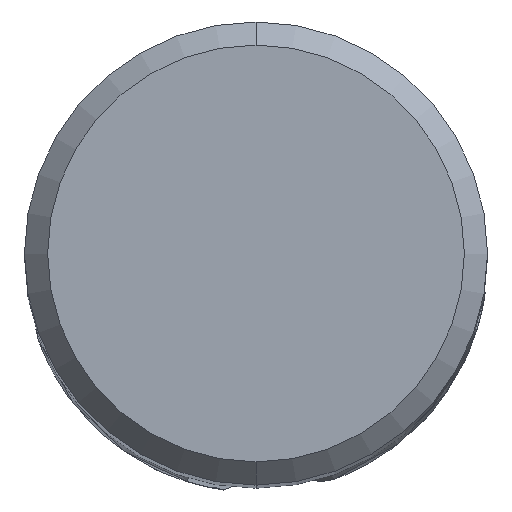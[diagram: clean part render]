
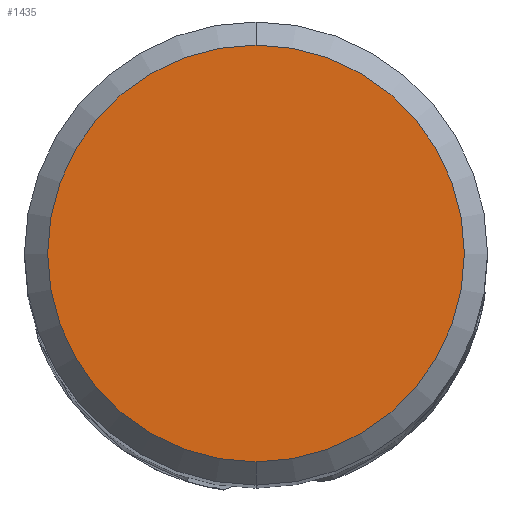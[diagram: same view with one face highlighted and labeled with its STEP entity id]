
A CAD part, top view. The second image highlights one B-rep face of the part: STEP entity #1435.
In plain terms, the highlighted planar face has unit normal (0, 0, 1).
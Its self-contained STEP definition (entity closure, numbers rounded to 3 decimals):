
#1371=EDGE_CURVE('',#1913,#1377,#2854,.T.);
#1377=VERTEX_POINT('',#2861);
#1385=EDGE_CURVE('',#1377,#1913,#2871,.T.);
#1435=ADVANCED_FACE('',(#2923),#2924,.T.);
#1913=VERTEX_POINT('',#3438);
#2854=CIRCLE('',#7269,4.5);
#2861=CARTESIAN_POINT('',(0.,-4.5,0.0));
#2871=CIRCLE('',#7296,4.5);
#2923=FACE_OUTER_BOUND('',#7679,.T.);
#2924=PLANE('',#7680);
#3438=CARTESIAN_POINT('',(0.0,4.5,0.0));
#7269=AXIS2_PLACEMENT_3D('',#13224,#13225,#13226);
#7296=AXIS2_PLACEMENT_3D('',#13265,#13266,#13267);
#7679=EDGE_LOOP('',(#13301,#13302));
#7680=AXIS2_PLACEMENT_3D('',#13303,#13304,#13305);
#13224=CARTESIAN_POINT('',(0.0,0.0,0.0));
#13225=DIRECTION('',(0.0,0.0,-1.0));
#13226=DIRECTION('',(0.0,1.0,0.0));
#13265=CARTESIAN_POINT('',(0.0,0.0,0.0));
#13266=DIRECTION('',(0.0,0.0,-1.0));
#13267=DIRECTION('',(0.0,1.0,0.0));
#13301=ORIENTED_EDGE('',*,*,#1371,.F.);
#13302=ORIENTED_EDGE('',*,*,#1385,.F.);
#13303=CARTESIAN_POINT('',(0.0,2.25,0.0));
#13304=DIRECTION('',(-0.0,0.0,1.0));
#13305=DIRECTION('',(0.0,-1.0,0.0));
